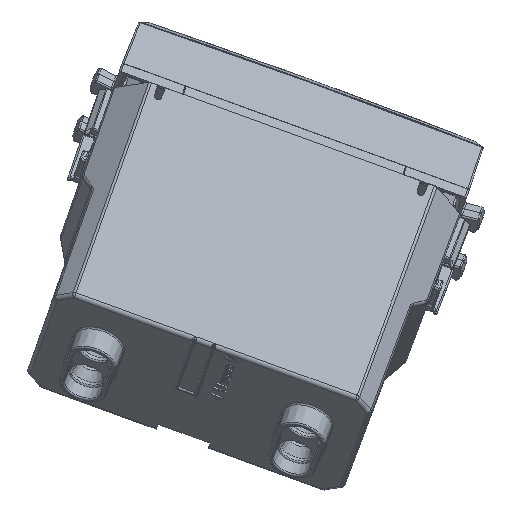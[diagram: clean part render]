
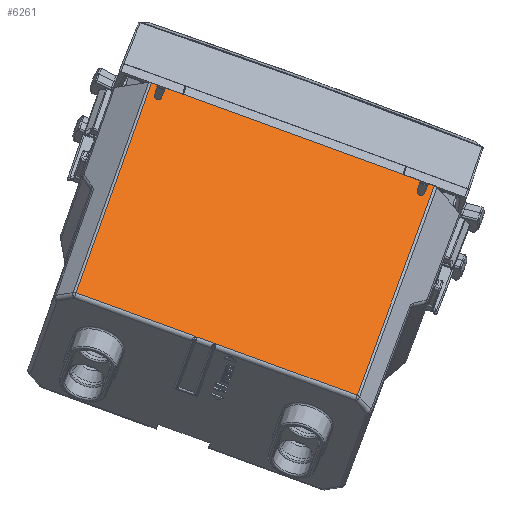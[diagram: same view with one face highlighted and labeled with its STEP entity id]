
A CAD part, left-side view. The second image highlights one B-rep face of the part: STEP entity #6261.
In plain terms, the highlighted face is planar.
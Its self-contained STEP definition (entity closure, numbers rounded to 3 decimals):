
#3102=CARTESIAN_POINT('Vertex',(-18.293,-11.2,0.)) ;
#3105=CARTESIAN_POINT('Line Origine',(-17.912,-11.2,0.)) ;
#3109=CARTESIAN_POINT('Vertex',(-17.532,-11.2,0.)) ;
#3256=CARTESIAN_POINT('Vertex',(-18.176,-10.918,-32.304)) ;
#3259=CARTESIAN_POINT('Line Origine',(-18.243,-11.079,-13.9)) ;
#6080=CARTESIAN_POINT('Line Origine',(-17.491,-11.193,-0.787)) ;
#6084=CARTESIAN_POINT('Vertex',(-17.449,-11.186,-1.574)) ;
#6099=CARTESIAN_POINT('Axis2P3D Location',(0.,-11.2,0.)) ;
#6104=CARTESIAN_POINT('Line Origine',(11.225,-10.918,-32.304)) ;
#6108=CARTESIAN_POINT('Vertex',(-0.5,-10.918,-32.304)) ;
#6110=CARTESIAN_POINT('Vertex',(-2.5,-10.918,-32.304)) ;
#6113=CARTESIAN_POINT('Line Origine',(11.225,-10.918,-32.304)) ;
#6117=CARTESIAN_POINT('Vertex',(-0.3,-10.918,-32.304)) ;
#6120=CARTESIAN_POINT('Line Origine',(11.225,-10.918,-32.304)) ;
#6124=CARTESIAN_POINT('Vertex',(-0.2,-10.918,-32.304)) ;
#6127=CARTESIAN_POINT('Line Origine',(11.225,-10.918,-32.304)) ;
#6131=CARTESIAN_POINT('Vertex',(0.,-10.918,-32.304)) ;
#6134=CARTESIAN_POINT('Line Origine',(11.225,-10.918,-32.304)) ;
#6138=CARTESIAN_POINT('Vertex',(18.176,-10.918,-32.304)) ;
#6142=CARTESIAN_POINT('Control Point',(18.176,-10.918,-32.304)) ;
#6143=CARTESIAN_POINT('Control Point',(18.293,-11.2,0.)) ;
#6144=CARTESIAN_POINT('Vertex',(18.293,-11.2,0.)) ;
#6147=CARTESIAN_POINT('Line Origine',(11.225,-11.2,0.)) ;
#6151=CARTESIAN_POINT('Vertex',(17.532,-11.2,0.)) ;
#6155=CARTESIAN_POINT('Control Point',(17.532,-11.2,0.)) ;
#6156=CARTESIAN_POINT('Control Point',(17.449,-11.186,-1.574)) ;
#6157=CARTESIAN_POINT('Vertex',(17.449,-11.186,-1.574)) ;
#6161=CARTESIAN_POINT('Control Point',(17.449,-11.186,-1.574)) ;
#6162=CARTESIAN_POINT('Control Point',(17.435,-11.184,-1.846)) ;
#6163=CARTESIAN_POINT('Control Point',(17.215,-11.182,-2.118)) ;
#6164=CARTESIAN_POINT('Control Point',(16.785,-11.182,-2.118)) ;
#6165=CARTESIAN_POINT('Control Point',(16.565,-11.184,-1.846)) ;
#6166=CARTESIAN_POINT('Control Point',(16.551,-11.186,-1.574)) ;
#6167=CARTESIAN_POINT('Vertex',(16.551,-11.186,-1.574)) ;
#6171=CARTESIAN_POINT('Control Point',(16.468,-11.2,0.)) ;
#6172=CARTESIAN_POINT('Control Point',(16.551,-11.186,-1.574)) ;
#6173=CARTESIAN_POINT('Vertex',(16.468,-11.2,0.)) ;
#6176=CARTESIAN_POINT('Line Origine',(11.225,-11.2,0.)) ;
#6180=CARTESIAN_POINT('Vertex',(14.2,-11.2,0.)) ;
#6183=CARTESIAN_POINT('Line Origine',(11.225,-11.2,0.)) ;
#6187=CARTESIAN_POINT('Vertex',(-14.2,-11.2,0.)) ;
#6190=CARTESIAN_POINT('Line Origine',(11.225,-11.2,0.)) ;
#6194=CARTESIAN_POINT('Vertex',(-16.468,-11.2,0.)) ;
#6198=CARTESIAN_POINT('Control Point',(-16.468,-11.2,0.)) ;
#6199=CARTESIAN_POINT('Control Point',(-16.551,-11.186,-1.574)) ;
#6200=CARTESIAN_POINT('Vertex',(-16.551,-11.186,-1.574)) ;
#6204=CARTESIAN_POINT('Control Point',(-17.449,-11.186,-1.574)) ;
#6205=CARTESIAN_POINT('Control Point',(-17.435,-11.184,-1.846)) ;
#6206=CARTESIAN_POINT('Control Point',(-17.215,-11.182,-2.118)) ;
#6207=CARTESIAN_POINT('Control Point',(-16.785,-11.182,-2.118)) ;
#6208=CARTESIAN_POINT('Control Point',(-16.565,-11.184,-1.846)) ;
#6209=CARTESIAN_POINT('Control Point',(-16.551,-11.186,-1.574)) ;
#6211=CARTESIAN_POINT('Line Origine',(11.225,-10.918,-32.304)) ;
#6215=CARTESIAN_POINT('Vertex',(-3.,-10.918,-32.304)) ;
#6218=CARTESIAN_POINT('Line Origine',(11.225,-10.918,-32.304)) ;
#6222=CARTESIAN_POINT('Vertex',(-2.8,-10.918,-32.304)) ;
#6225=CARTESIAN_POINT('Line Origine',(11.225,-10.918,-32.304)) ;
#6229=CARTESIAN_POINT('Vertex',(-2.7,-10.918,-32.304)) ;
#6232=CARTESIAN_POINT('Line Origine',(11.225,-10.918,-32.304)) ;
#3106=DIRECTION('Vector Direction',(-1.,0.,0.)) ;
#3260=DIRECTION('Vector Direction',(-0.004,-0.009,1.)) ;
#6081=DIRECTION('Vector Direction',(0.052,0.009,-0.999)) ;
#6100=DIRECTION('Axis2P3D Direction',(0.,-1.,-0.009)) ;
#6101=DIRECTION('Axis2P3D XDirection',(1.,0.,0.)) ;
#6105=DIRECTION('Vector Direction',(1.,0.,0.)) ;
#6114=DIRECTION('Vector Direction',(1.,0.,0.)) ;
#6121=DIRECTION('Vector Direction',(1.,0.,0.)) ;
#6128=DIRECTION('Vector Direction',(1.,0.,0.)) ;
#6135=DIRECTION('Vector Direction',(1.,0.,0.)) ;
#6148=DIRECTION('Vector Direction',(1.,0.,0.)) ;
#6177=DIRECTION('Vector Direction',(1.,0.,0.)) ;
#6184=DIRECTION('Vector Direction',(1.,0.,0.)) ;
#6191=DIRECTION('Vector Direction',(1.,0.,0.)) ;
#6212=DIRECTION('Vector Direction',(1.,0.,0.)) ;
#6219=DIRECTION('Vector Direction',(1.,0.,0.)) ;
#6226=DIRECTION('Vector Direction',(1.,0.,0.)) ;
#6233=DIRECTION('Vector Direction',(1.,0.,0.)) ;
#6102=AXIS2_PLACEMENT_3D('Plane Axis2P3D',#6099,#6100,#6101) ;
#6238=ORIENTED_EDGE('',*,*,#6112,.F.) ;
#6239=ORIENTED_EDGE('',*,*,#6119,.F.) ;
#6240=ORIENTED_EDGE('',*,*,#6126,.T.) ;
#6241=ORIENTED_EDGE('',*,*,#6133,.F.) ;
#6242=ORIENTED_EDGE('',*,*,#6140,.F.) ;
#6243=ORIENTED_EDGE('',*,*,#6146,.F.) ;
#6244=ORIENTED_EDGE('',*,*,#6153,.T.) ;
#6245=ORIENTED_EDGE('',*,*,#6159,.T.) ;
#6246=ORIENTED_EDGE('',*,*,#6169,.T.) ;
#6247=ORIENTED_EDGE('',*,*,#6175,.F.) ;
#6248=ORIENTED_EDGE('',*,*,#6182,.T.) ;
#6249=ORIENTED_EDGE('',*,*,#6189,.T.) ;
#6250=ORIENTED_EDGE('',*,*,#6196,.T.) ;
#6251=ORIENTED_EDGE('',*,*,#6202,.T.) ;
#6252=ORIENTED_EDGE('',*,*,#6210,.F.) ;
#6253=ORIENTED_EDGE('',*,*,#6086,.F.) ;
#6254=ORIENTED_EDGE('',*,*,#3111,.T.) ;
#6255=ORIENTED_EDGE('',*,*,#3263,.T.) ;
#6256=ORIENTED_EDGE('',*,*,#6217,.F.) ;
#6257=ORIENTED_EDGE('',*,*,#6224,.F.) ;
#6258=ORIENTED_EDGE('',*,*,#6231,.T.) ;
#6259=ORIENTED_EDGE('',*,*,#6236,.F.) ;
#3107=VECTOR('Line Direction',#3106,1.) ;
#3261=VECTOR('Line Direction',#3260,1.) ;
#6082=VECTOR('Line Direction',#6081,1.) ;
#6106=VECTOR('Line Direction',#6105,1.) ;
#6115=VECTOR('Line Direction',#6114,1.) ;
#6122=VECTOR('Line Direction',#6121,1.) ;
#6129=VECTOR('Line Direction',#6128,1.) ;
#6136=VECTOR('Line Direction',#6135,1.) ;
#6149=VECTOR('Line Direction',#6148,1.) ;
#6178=VECTOR('Line Direction',#6177,1.) ;
#6185=VECTOR('Line Direction',#6184,1.) ;
#6192=VECTOR('Line Direction',#6191,1.) ;
#6213=VECTOR('Line Direction',#6212,1.) ;
#6220=VECTOR('Line Direction',#6219,1.) ;
#6227=VECTOR('Line Direction',#6226,1.) ;
#6234=VECTOR('Line Direction',#6233,1.) ;
#6261=ADVANCED_FACE('zocchetto',(#6260),#6103,.T.) ;
#6141=B_SPLINE_CURVE_WITH_KNOTS('',1,(#6142,#6143),.UNSPECIFIED.,.F.,.U.,(2,2),(-18.405,13.901),.UNSPECIFIED.) ;
#6154=B_SPLINE_CURVE_WITH_KNOTS('',1,(#6155,#6156),.UNSPECIFIED.,.F.,.U.,(2,2),(-0.788,0.788),.UNSPECIFIED.) ;
#6160=B_SPLINE_CURVE_WITH_KNOTS('',5,(#6161,#6162,#6163,#6164,#6165,#6166),.UNSPECIFIED.,.F.,.U.,(6,6),(0.,1.933),.UNSPECIFIED.) ;
#6170=B_SPLINE_CURVE_WITH_KNOTS('',1,(#6171,#6172),.UNSPECIFIED.,.F.,.U.,(2,2),(-0.788,0.788),.UNSPECIFIED.) ;
#6197=B_SPLINE_CURVE_WITH_KNOTS('',1,(#6198,#6199),.UNSPECIFIED.,.F.,.U.,(2,2),(-0.788,0.788),.UNSPECIFIED.) ;
#6203=B_SPLINE_CURVE_WITH_KNOTS('',5,(#6204,#6205,#6206,#6207,#6208,#6209),.UNSPECIFIED.,.F.,.U.,(6,6),(0.,1.933),.UNSPECIFIED.) ;
#3111=EDGE_CURVE('',#3110,#3103,#3108,.T.) ;
#3263=EDGE_CURVE('',#3103,#3257,#3262,.F.) ;
#6086=EDGE_CURVE('',#3110,#6085,#6083,.T.) ;
#6112=EDGE_CURVE('',#6109,#6111,#6107,.F.) ;
#6119=EDGE_CURVE('',#6118,#6109,#6116,.F.) ;
#6126=EDGE_CURVE('',#6118,#6125,#6123,.T.) ;
#6133=EDGE_CURVE('',#6132,#6125,#6130,.F.) ;
#6140=EDGE_CURVE('',#6139,#6132,#6137,.F.) ;
#6146=EDGE_CURVE('',#6145,#6139,#6141,.F.) ;
#6153=EDGE_CURVE('',#6145,#6152,#6150,.F.) ;
#6159=EDGE_CURVE('',#6152,#6158,#6154,.T.) ;
#6169=EDGE_CURVE('',#6158,#6168,#6160,.T.) ;
#6175=EDGE_CURVE('',#6174,#6168,#6170,.T.) ;
#6182=EDGE_CURVE('',#6174,#6181,#6179,.F.) ;
#6189=EDGE_CURVE('',#6181,#6188,#6186,.F.) ;
#6196=EDGE_CURVE('',#6188,#6195,#6193,.F.) ;
#6202=EDGE_CURVE('',#6195,#6201,#6197,.T.) ;
#6210=EDGE_CURVE('',#6085,#6201,#6203,.T.) ;
#6217=EDGE_CURVE('',#6216,#3257,#6214,.F.) ;
#6224=EDGE_CURVE('',#6223,#6216,#6221,.F.) ;
#6231=EDGE_CURVE('',#6223,#6230,#6228,.T.) ;
#6236=EDGE_CURVE('',#6111,#6230,#6235,.F.) ;
#6237=EDGE_LOOP('',(#6238,#6239,#6240,#6241,#6242,#6243,#6244,#6245,#6246,#6247,#6248,#6249,#6250,#6251,#6252,#6253,#6254,#6255,#6256,#6257,#6258,#6259)) ;
#6260=FACE_OUTER_BOUND('',#6237,.T.) ;
#3108=LINE('Line',#3105,#3107) ;
#3262=LINE('Line',#3259,#3261) ;
#6083=LINE('Line',#6080,#6082) ;
#6107=LINE('Line',#6104,#6106) ;
#6116=LINE('Line',#6113,#6115) ;
#6123=LINE('Line',#6120,#6122) ;
#6130=LINE('Line',#6127,#6129) ;
#6137=LINE('Line',#6134,#6136) ;
#6150=LINE('Line',#6147,#6149) ;
#6179=LINE('Line',#6176,#6178) ;
#6186=LINE('Line',#6183,#6185) ;
#6193=LINE('Line',#6190,#6192) ;
#6214=LINE('Line',#6211,#6213) ;
#6221=LINE('Line',#6218,#6220) ;
#6228=LINE('Line',#6225,#6227) ;
#6235=LINE('Line',#6232,#6234) ;
#6103=PLANE('',#6102) ;
#3103=VERTEX_POINT('',#3102) ;
#3110=VERTEX_POINT('',#3109) ;
#3257=VERTEX_POINT('',#3256) ;
#6085=VERTEX_POINT('',#6084) ;
#6109=VERTEX_POINT('',#6108) ;
#6111=VERTEX_POINT('',#6110) ;
#6118=VERTEX_POINT('',#6117) ;
#6125=VERTEX_POINT('',#6124) ;
#6132=VERTEX_POINT('',#6131) ;
#6139=VERTEX_POINT('',#6138) ;
#6145=VERTEX_POINT('',#6144) ;
#6152=VERTEX_POINT('',#6151) ;
#6158=VERTEX_POINT('',#6157) ;
#6168=VERTEX_POINT('',#6167) ;
#6174=VERTEX_POINT('',#6173) ;
#6181=VERTEX_POINT('',#6180) ;
#6188=VERTEX_POINT('',#6187) ;
#6195=VERTEX_POINT('',#6194) ;
#6201=VERTEX_POINT('',#6200) ;
#6216=VERTEX_POINT('',#6215) ;
#6223=VERTEX_POINT('',#6222) ;
#6230=VERTEX_POINT('',#6229) ;
